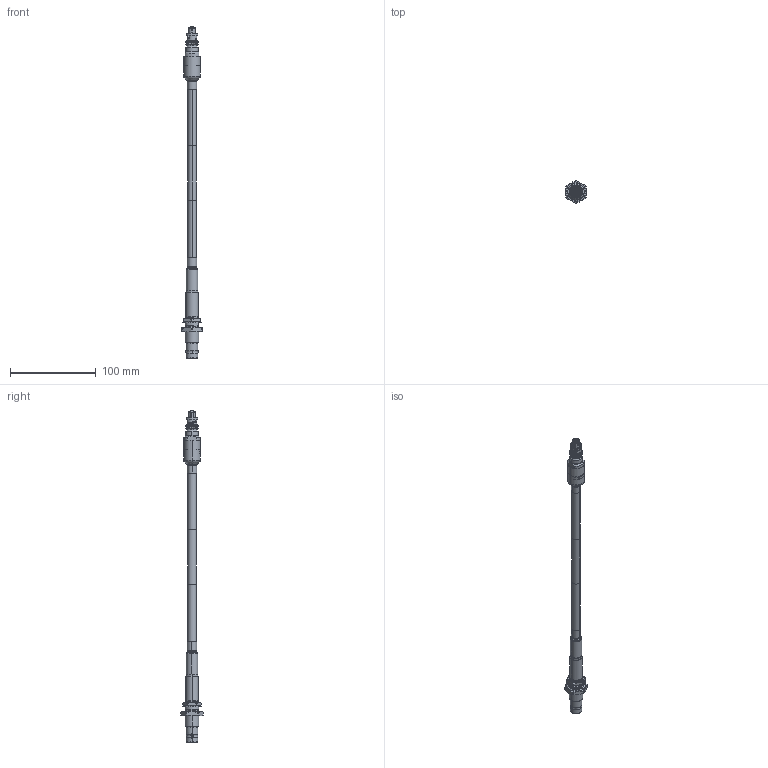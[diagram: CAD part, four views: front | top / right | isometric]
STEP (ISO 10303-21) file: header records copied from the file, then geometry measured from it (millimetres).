
FILE_DESCRIPTION (( 'STEP AP214' ), '1' );
FILE_NAME ('FMCA9784_3D.step', '2024-07-29T14:44:47', ( '' ), ( '' ), 'SwSTEP 2.0', 'SolidWorks 2022', '' );
FILE_SCHEMA (( 'AUTOMOTIVE_DESIGN' ));
Length unit declared in the file: inch
Products named in the file (10): RG213-PROD_RG213_GID 230180; Copy of Heat Shrink^FMCA9784_1" Long; 20KV-8105-0213; Copy of Heat Shrink^FMCA9784; FMCN45843; N8105-8; FMCA9784_3D; N8105-7_2; FMCN45907; 20KV8500-4
Assembly tree (9 placements, depth 3):
  FMCA9784_3D
    RG213-PROD_RG213_GID 230180
    FMCN45843
      20KV-8105-0213
      N8105-7_2
      N8105-8
      20KV8500-4
    FMCN45907
    Copy of Heat Shrink^FMCA9784
    Copy of Heat Shrink^FMCA9784_1" Long
Bounding box: 23.85 x 26.59 x 386.45 mm (x, y, z)
Volume: 41895.6 mm3; surface area: 29394.2 mm2
Topology: 8 solids, 8 shells, 582 faces, 1529 edges, 981 vertices
Faces by surface type: plane 253, cylinder 215, cone 57, bspline 39, torus 18
Entity records: 21405 total; most frequent: CARTESIAN_POINT 6934, ORIENTED_EDGE 3058, DIRECTION 2791, EDGE_CURVE 1529, AXIS2_PLACEMENT_3D 1100, VERTEX_POINT 981, EDGE_LOOP 614, VECTOR 591
